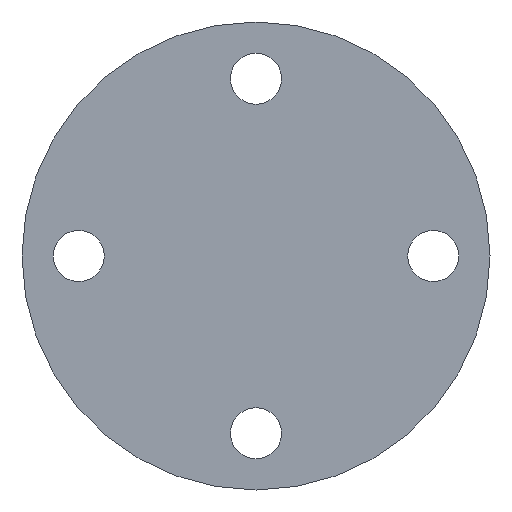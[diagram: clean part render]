
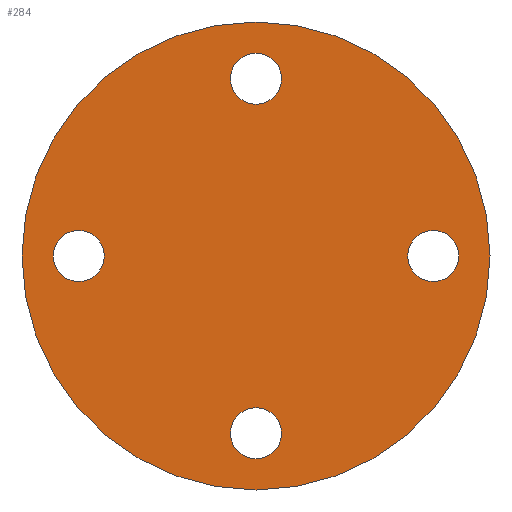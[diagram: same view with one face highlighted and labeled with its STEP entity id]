
A CAD part, front view. The second image highlights one B-rep face of the part: STEP entity #284.
In plain terms, the highlighted planar face has unit normal (0, -1, 0).
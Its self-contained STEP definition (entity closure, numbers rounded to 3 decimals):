
#2 = AXIS2_PLACEMENT_3D ( 'NONE', #333, #368, #36 ) ;
#5 = CARTESIAN_POINT ( 'NONE',  ( -62.5, 0., 0. ) ) ;
#12 = AXIS2_PLACEMENT_3D ( 'NONE', #520, #336, #471 ) ;
#19 = EDGE_LOOP ( 'NONE', ( #631, #280 ) ) ;
#24 = DIRECTION ( 'NONE',  ( -1., 0., 0. ) ) ;
#31 = CARTESIAN_POINT ( 'NONE',  ( 0., 0., 71.5 ) ) ;
#33 = DIRECTION ( 'NONE',  ( 0., 0., 1. ) ) ;
#35 = DIRECTION ( 'NONE',  ( -1., 0., 0. ) ) ;
#36 = DIRECTION ( 'NONE',  ( 0., 0., 1. ) ) ;
#39 = CIRCLE ( 'NONE', #178, 9. ) ;
#51 = CARTESIAN_POINT ( 'NONE',  ( -53.5, 0., 0. ) ) ;
#53 = VERTEX_POINT ( 'NONE', #248 ) ;
#76 = VERTEX_POINT ( 'NONE', #399 ) ;
#78 = CARTESIAN_POINT ( 'NONE',  ( 71.5, 0., 0. ) ) ;
#79 = DIRECTION ( 'NONE',  ( 0., 1., 0. ) ) ;
#80 = DIRECTION ( 'NONE',  ( 0., 1., 0. ) ) ;
#82 = DIRECTION ( 'NONE',  ( 0., 1., 0. ) ) ;
#84 = AXIS2_PLACEMENT_3D ( 'NONE', #382, #461, #33 ) ;
#94 = CIRCLE ( 'NONE', #12, 9. ) ;
#101 = ORIENTED_EDGE ( 'NONE', *, *, #565, .T. ) ;
#105 = DIRECTION ( 'NONE',  ( 0., 1., 0. ) ) ;
#126 = DIRECTION ( 'NONE',  ( 0., 1., 0. ) ) ;
#127 = CARTESIAN_POINT ( 'NONE',  ( 62.5, 0., 0. ) ) ;
#128 = CARTESIAN_POINT ( 'NONE',  ( 0., 0., 62.5 ) ) ;
#135 = ORIENTED_EDGE ( 'NONE', *, *, #202, .T. ) ;
#151 = CIRCLE ( 'NONE', #495, 9. ) ;
#167 = DIRECTION ( 'NONE',  ( 0., 1., 0. ) ) ;
#169 = CARTESIAN_POINT ( 'NONE',  ( 0., 0., 0. ) ) ;
#178 = AXIS2_PLACEMENT_3D ( 'NONE', #393, #105, #397 ) ;
#188 = ORIENTED_EDGE ( 'NONE', *, *, #540, .T. ) ;
#190 = FACE_BOUND ( 'NONE', #219, .T. ) ;
#192 = CIRCLE ( 'NONE', #411, 9. ) ;
#193 = CARTESIAN_POINT ( 'NONE',  ( 0., 0., -53.5 ) ) ;
#195 = VERTEX_POINT ( 'NONE', #78 ) ;
#197 = AXIS2_PLACEMENT_3D ( 'NONE', #169, #82, #470 ) ;
#198 = ORIENTED_EDGE ( 'NONE', *, *, #515, .F. ) ;
#202 = EDGE_CURVE ( 'NONE', #306, #478, #94, .T. ) ;
#204 = VERTEX_POINT ( 'NONE', #217 ) ;
#216 = EDGE_CURVE ( 'NONE', #53, #504, #192, .T. ) ;
#217 = CARTESIAN_POINT ( 'NONE',  ( 0., 0., -71.5 ) ) ;
#219 = EDGE_LOOP ( 'NONE', ( #135, #469 ) ) ;
#223 = CIRCLE ( 'NONE', #583, 9. ) ;
#243 = EDGE_CURVE ( 'NONE', #478, #306, #151, .T. ) ;
#248 = CARTESIAN_POINT ( 'NONE',  ( 0., 0., 53.5 ) ) ;
#265 = CARTESIAN_POINT ( 'NONE',  ( 0., 0., -62.5 ) ) ;
#275 = AXIS2_PLACEMENT_3D ( 'NONE', #402, #561, #35 ) ;
#280 = ORIENTED_EDGE ( 'NONE', *, *, #381, .T. ) ;
#284 = ADVANCED_FACE ( 'NONE', ( #190, #385, #315, #468, #435 ), #577, .F. ) ;
#288 = DIRECTION ( 'NONE',  ( 1., 0., 0. ) ) ;
#296 = VERTEX_POINT ( 'NONE', #193 ) ;
#303 = CARTESIAN_POINT ( 'NONE',  ( -71.5, 0., 0. ) ) ;
#306 = VERTEX_POINT ( 'NONE', #51 ) ;
#307 = DIRECTION ( 'NONE',  ( 0., 1., 0. ) ) ;
#315 = FACE_BOUND ( 'NONE', #579, .T. ) ;
#321 = CIRCLE ( 'NONE', #453, 9. ) ;
#329 = EDGE_CURVE ( 'NONE', #76, #527, #351, .T. ) ;
#333 = CARTESIAN_POINT ( 'NONE',  ( 0., 0., 0. ) ) ;
#336 = DIRECTION ( 'NONE',  ( 0., 1., 0. ) ) ;
#339 = CARTESIAN_POINT ( 'NONE',  ( 53.5, 0., 0. ) ) ;
#351 = CIRCLE ( 'NONE', #84, 82.5 ) ;
#356 = AXIS2_PLACEMENT_3D ( 'NONE', #617, #79, #359 ) ;
#359 = DIRECTION ( 'NONE',  ( 0., 0., 1. ) ) ;
#366 = ORIENTED_EDGE ( 'NONE', *, *, #329, .F. ) ;
#368 = DIRECTION ( 'NONE',  ( 0., 1., 0. ) ) ;
#381 = EDGE_CURVE ( 'NONE', #504, #53, #39, .T. ) ;
#382 = CARTESIAN_POINT ( 'NONE',  ( 0., 0., 0. ) ) ;
#385 = FACE_BOUND ( 'NONE', #19, .T. ) ;
#393 = CARTESIAN_POINT ( 'NONE',  ( 0., 0., 62.5 ) ) ;
#397 = DIRECTION ( 'NONE',  ( 0., 0., -1. ) ) ;
#399 = CARTESIAN_POINT ( 'NONE',  ( 0., 0., 82.5 ) ) ;
#402 = CARTESIAN_POINT ( 'NONE',  ( 62.5, 0., 0. ) ) ;
#411 = AXIS2_PLACEMENT_3D ( 'NONE', #128, #126, #532 ) ;
#430 = VERTEX_POINT ( 'NONE', #339 ) ;
#435 = FACE_OUTER_BOUND ( 'NONE', #587, .T. ) ;
#452 = ORIENTED_EDGE ( 'NONE', *, *, #576, .T. ) ;
#453 = AXIS2_PLACEMENT_3D ( 'NONE', #265, #307, #505 ) ;
#461 = DIRECTION ( 'NONE',  ( 0., 1., 0. ) ) ;
#464 = ORIENTED_EDGE ( 'NONE', *, *, #585, .T. ) ;
#468 = FACE_BOUND ( 'NONE', #539, .T. ) ;
#469 = ORIENTED_EDGE ( 'NONE', *, *, #243, .T. ) ;
#470 = DIRECTION ( 'NONE',  ( 0., 0., 1. ) ) ;
#471 = DIRECTION ( 'NONE',  ( 1., 0., 0. ) ) ;
#478 = VERTEX_POINT ( 'NONE', #303 ) ;
#495 = AXIS2_PLACEMENT_3D ( 'NONE', #5, #80, #288 ) ;
#502 = CIRCLE ( 'NONE', #275, 9. ) ;
#504 = VERTEX_POINT ( 'NONE', #31 ) ;
#505 = DIRECTION ( 'NONE',  ( 0., 0., 1. ) ) ;
#515 = EDGE_CURVE ( 'NONE', #527, #76, #524, .T. ) ;
#520 = CARTESIAN_POINT ( 'NONE',  ( -62.5, 0., 0. ) ) ;
#524 = CIRCLE ( 'NONE', #197, 82.5 ) ;
#527 = VERTEX_POINT ( 'NONE', #603 ) ;
#532 = DIRECTION ( 'NONE',  ( 0., 0., -1. ) ) ;
#539 = EDGE_LOOP ( 'NONE', ( #464, #452 ) ) ;
#540 = EDGE_CURVE ( 'NONE', #195, #430, #502, .T. ) ;
#552 = CIRCLE ( 'NONE', #356, 9. ) ;
#561 = DIRECTION ( 'NONE',  ( 0., 1., 0. ) ) ;
#565 = EDGE_CURVE ( 'NONE', #430, #195, #223, .T. ) ;
#576 = EDGE_CURVE ( 'NONE', #204, #296, #552, .T. ) ;
#577 = PLANE ( 'NONE',  #2 ) ;
#579 = EDGE_LOOP ( 'NONE', ( #101, #188 ) ) ;
#583 = AXIS2_PLACEMENT_3D ( 'NONE', #127, #167, #24 ) ;
#585 = EDGE_CURVE ( 'NONE', #296, #204, #321, .T. ) ;
#587 = EDGE_LOOP ( 'NONE', ( #198, #366 ) ) ;
#603 = CARTESIAN_POINT ( 'NONE',  ( 0., 0., -82.5 ) ) ;
#617 = CARTESIAN_POINT ( 'NONE',  ( 0., 0., -62.5 ) ) ;
#631 = ORIENTED_EDGE ( 'NONE', *, *, #216, .T. ) ;
